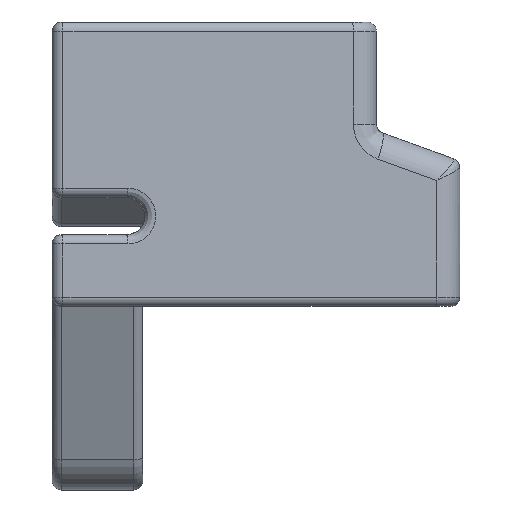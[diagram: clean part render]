
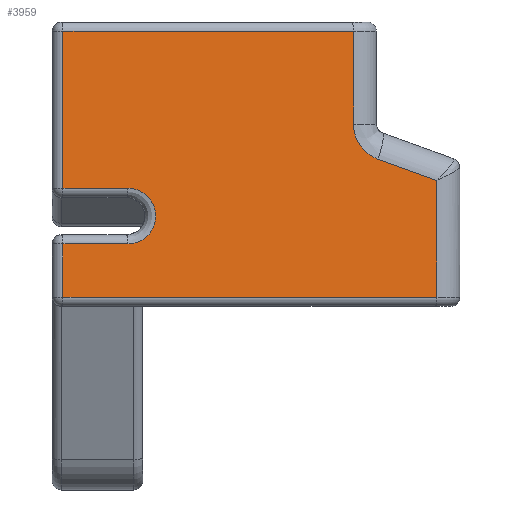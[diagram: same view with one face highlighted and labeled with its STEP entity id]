
A CAD part, left-side view. The second image highlights one B-rep face of the part: STEP entity #3959.
In plain terms, the highlighted planar face has unit normal (-0.985, -0.174, 0).
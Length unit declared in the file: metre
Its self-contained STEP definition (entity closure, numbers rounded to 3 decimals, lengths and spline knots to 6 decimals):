
#237=ELLIPSE('',#4313,0.004062,0.004);
#238=ELLIPSE('',#4314,0.003046,0.003);
#776=ORIENTED_EDGE('',*,*,#1978,.T.);
#777=ORIENTED_EDGE('',*,*,#1979,.T.);
#778=ORIENTED_EDGE('',*,*,#1980,.T.);
#779=ORIENTED_EDGE('',*,*,#1981,.T.);
#780=ORIENTED_EDGE('',*,*,#1982,.T.);
#781=ORIENTED_EDGE('',*,*,#1983,.T.);
#782=ORIENTED_EDGE('',*,*,#1984,.T.);
#783=ORIENTED_EDGE('',*,*,#1985,.T.);
#784=ORIENTED_EDGE('',*,*,#1986,.T.);
#785=ORIENTED_EDGE('',*,*,#1987,.T.);
#786=ORIENTED_EDGE('',*,*,#1988,.T.);
#1978=EDGE_CURVE('',#2575,#2576,#2869,.T.);
#1979=EDGE_CURVE('',#2576,#2577,#2870,.F.);
#1980=EDGE_CURVE('',#2577,#2578,#2871,.F.);
#1981=EDGE_CURVE('',#2578,#2579,#2872,.F.);
#1982=EDGE_CURVE('',#2579,#2580,#237,.F.);
#1983=EDGE_CURVE('',#2580,#2581,#2873,.F.);
#1984=EDGE_CURVE('',#2581,#2582,#2874,.F.);
#1985=EDGE_CURVE('',#2582,#2583,#2875,.T.);
#1986=EDGE_CURVE('',#2583,#2584,#2876,.T.);
#1987=EDGE_CURVE('',#2584,#2585,#238,.F.);
#1988=EDGE_CURVE('',#2585,#2575,#2877,.T.);
#2575=VERTEX_POINT('',#6665);
#2576=VERTEX_POINT('',#6666);
#2577=VERTEX_POINT('',#6668);
#2578=VERTEX_POINT('',#6670);
#2579=VERTEX_POINT('',#6672);
#2580=VERTEX_POINT('',#6674);
#2581=VERTEX_POINT('',#6676);
#2582=VERTEX_POINT('',#6678);
#2583=VERTEX_POINT('',#6680);
#2584=VERTEX_POINT('',#6682);
#2585=VERTEX_POINT('',#6684);
#2869=LINE('',#6664,#3160);
#2870=LINE('',#6667,#3161);
#2871=LINE('',#6669,#3162);
#2872=LINE('',#6671,#3163);
#2873=LINE('',#6675,#3164);
#2874=LINE('',#6677,#3165);
#2875=LINE('',#6679,#3166);
#2876=LINE('',#6681,#3167);
#2877=LINE('',#6685,#3168);
#3160=VECTOR('',#5138,1.);
#3161=VECTOR('',#5139,1.);
#3162=VECTOR('',#5140,1.);
#3163=VECTOR('',#5141,1.);
#3164=VECTOR('',#5144,1.);
#3165=VECTOR('',#5145,1.);
#3166=VECTOR('',#5146,1.);
#3167=VECTOR('',#5147,1.);
#3168=VECTOR('',#5150,1.);
#3333=EDGE_LOOP('',(#776,#777,#778,#779,#780,#781,#782,#783,#784,#785,#786));
#3617=FACE_BOUND('',#3333,.T.);
#3886=PLANE('',#4312);
#3959=ADVANCED_FACE('',(#3617),#3886,.T.);
#4312=AXIS2_PLACEMENT_3D('',#6663,#5136,#5137);
#4313=AXIS2_PLACEMENT_3D('',#6673,#5142,#5143);
#4314=AXIS2_PLACEMENT_3D('',#6683,#5148,#5149);
#5136=DIRECTION('',(-0.985,-0.174,0.));
#5137=DIRECTION('',(0.174,-0.985,0.));
#5138=DIRECTION('',(0.,0.,-1.));
#5139=DIRECTION('',(-0.174,0.985,0.));
#5140=DIRECTION('',(0.,0.,-1.));
#5141=DIRECTION('',(0.163,-0.927,-0.337));
#5142=DIRECTION('',(-0.985,-0.174,0.));
#5143=DIRECTION('',(-0.174,0.985,0.));
#5144=DIRECTION('',(0.,0.,-1.));
#5145=DIRECTION('',(0.174,-0.985,0.));
#5146=DIRECTION('',(0.,0.,-1.));
#5147=DIRECTION('',(0.174,-0.985,0.));
#5148=DIRECTION('',(-0.985,-0.174,0.));
#5149=DIRECTION('',(0.174,-0.985,0.));
#5150=DIRECTION('',(-0.174,0.985,0.));
#6663=CARTESIAN_POINT('',(-0.025643,0.028228,0.025323));
#6664=CARTESIAN_POINT('',(-0.033194,0.071054,0.012475));
#6665=CARTESIAN_POINT('',(-0.033194,0.071054,0.019225));
#6666=CARTESIAN_POINT('',(-0.033194,0.071054,0.013475));
#6667=CARTESIAN_POINT('',(-0.025643,0.028228,0.013475));
#6668=CARTESIAN_POINT('',(-0.02608,0.030707,0.013475));
#6669=CARTESIAN_POINT('',(-0.02608,0.030707,0.025323));
#6670=CARTESIAN_POINT('',(-0.02608,0.030707,0.026071));
#6671=CARTESIAN_POINT('',(-0.025651,0.028276,0.025186));
#6672=CARTESIAN_POINT('',(-0.027203,0.037075,0.028389));
#6673=CARTESIAN_POINT('',(-0.026961,0.035707,0.032147));
#6674=CARTESIAN_POINT('',(-0.027667,0.039707,0.032147));
#6675=CARTESIAN_POINT('',(-0.027667,0.039707,0.025323));
#6676=CARTESIAN_POINT('',(-0.027667,0.039707,0.042171));
#6677=CARTESIAN_POINT('',(-0.033401,0.072228,0.042171));
#6678=CARTESIAN_POINT('',(-0.033194,0.071054,0.042171));
#6679=CARTESIAN_POINT('',(-0.033194,0.071054,0.024225));
#6680=CARTESIAN_POINT('',(-0.033194,0.071054,0.025225));
#6681=CARTESIAN_POINT('',(-0.025643,0.028228,0.025225));
#6682=CARTESIAN_POINT('',(-0.03196,0.064054,0.025225));
#6683=CARTESIAN_POINT('',(-0.03196,0.064054,0.022225));
#6684=CARTESIAN_POINT('',(-0.03196,0.064054,0.019225));
#6685=CARTESIAN_POINT('',(-0.025643,0.028228,0.019225));
